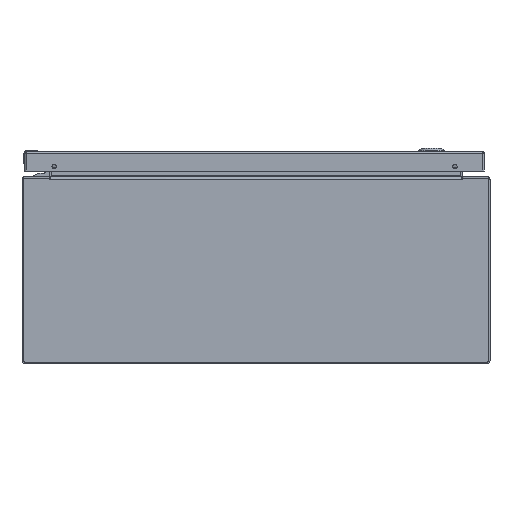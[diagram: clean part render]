
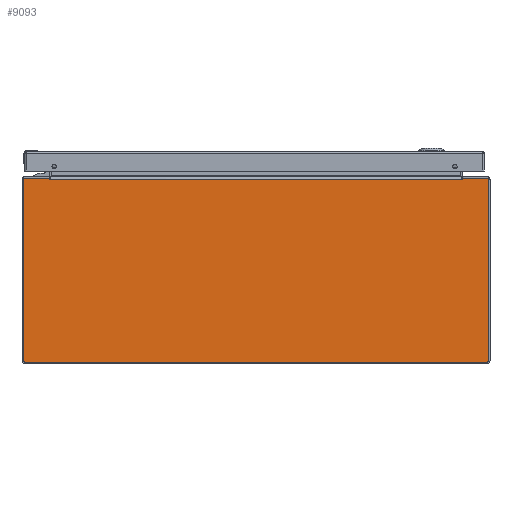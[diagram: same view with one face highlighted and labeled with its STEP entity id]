
A CAD part, front view. The second image highlights one B-rep face of the part: STEP entity #9093.
In plain terms, the highlighted planar face has unit normal (0, -1, 0).
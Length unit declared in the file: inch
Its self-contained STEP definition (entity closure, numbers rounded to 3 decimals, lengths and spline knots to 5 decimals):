
#2195 = CARTESIAN_POINT ( 'NONE',  ( -8.798, -10., 3.883 ) ) ;
#3148 = VERTEX_POINT ( 'NONE', #123428 ) ;
#4271 = CARTESIAN_POINT ( 'NONE',  ( 8.81836, -10., 3.91 ) ) ;
#4282 = EDGE_CURVE ( 'NONE', #3148, #58097, #21533, .T. ) ;
#5115 = CARTESIAN_POINT ( 'NONE',  ( -9.857, -10., 3.937 ) ) ;
#6050 = DIRECTION ( 'NONE',  ( -1., 0., 0. ) ) ;
#7502 = ORIENTED_EDGE ( 'NONE', *, *, #69469, .T. ) ;
#8264 = CARTESIAN_POINT ( 'NONE',  ( 9.857, -10., 3.857 ) ) ;
#8876 = AXIS2_PLACEMENT_3D ( 'NONE', #96528, #16351, #143509 ) ;
#9093 = ADVANCED_FACE ( 'NONE', ( #127423 ), #84205, .T. ) ;
#9778 = EDGE_CURVE ( 'NONE', #91051, #43218, #141960, .T. ) ;
#11223 = VECTOR ( 'NONE', #137193, 39.37008 ) ;
#15828 = EDGE_CURVE ( 'NONE', #142870, #58097, #75720, .T. ) ;
#15862 = CARTESIAN_POINT ( 'NONE',  ( 8.80578, -10., 3.883 ) ) ;
#16351 = DIRECTION ( 'NONE',  ( 0., -1., 0. ) ) ;
#16838 = DIRECTION ( 'NONE',  ( 0., 0., -1. ) ) ;
#19030 = EDGE_CURVE ( 'NONE', #86258, #23815, #129632, .T. ) ;
#21533 = LINE ( 'NONE', #116082, #63893 ) ;
#23815 = VERTEX_POINT ( 'NONE', #69326 ) ;
#23972 = ORIENTED_EDGE ( 'NONE', *, *, #4282, .T. ) ;
#24988 = ORIENTED_EDGE ( 'NONE', *, *, #34269, .T. ) ;
#25164 = CARTESIAN_POINT ( 'NONE',  ( 9.937, -10., 0. ) ) ;
#27092 = EDGE_CURVE ( 'NONE', #43987, #3148, #86954, .T. ) ;
#28929 = CARTESIAN_POINT ( 'NONE',  ( 0., -10., 0. ) ) ;
#31021 = DIRECTION ( 'NONE',  ( 1., 0., 0. ) ) ;
#34269 = EDGE_CURVE ( 'NONE', #107983, #92585, #123545, .T. ) ;
#36528 = LINE ( 'NONE', #25164, #110574 ) ;
#36660 = CARTESIAN_POINT ( 'NONE',  ( -8.82312, -10., 3.937 ) ) ;
#37247 = EDGE_CURVE ( 'NONE', #89199, #39423, #36528, .T. ) ;
#39423 = VERTEX_POINT ( 'NONE', #146308 ) ;
#40457 = DIRECTION ( 'NONE',  ( 0., 0., -1. ) ) ;
#40889 = CARTESIAN_POINT ( 'NONE',  ( -8.80578, -10., 3.883 ) ) ;
#41238 = CARTESIAN_POINT ( 'NONE',  ( -9.937, -10., 3.857 ) ) ;
#41785 = DIRECTION ( 'NONE',  ( 0., -1., 0. ) ) ;
#43218 = VERTEX_POINT ( 'NONE', #5115 ) ;
#43987 = VERTEX_POINT ( 'NONE', #146229 ) ;
#46334 = DIRECTION ( 'NONE',  ( -1., 0., 0. ) ) ;
#47191 = CARTESIAN_POINT ( 'NONE',  ( 9.937, -10., -3.857 ) ) ;
#48099 = CARTESIAN_POINT ( 'NONE',  ( -9.857, -10., -3.857 ) ) ;
#48196 = AXIS2_PLACEMENT_3D ( 'NONE', #48099, #96421, #94208 ) ;
#48785 = VECTOR ( 'NONE', #58042, 39.37008 ) ;
#49762 = ORIENTED_EDGE ( 'NONE', *, *, #123616, .T. ) ;
#50545 = CIRCLE ( 'NONE', #48196, 0.08 ) ;
#51893 = DIRECTION ( 'NONE',  ( -0.174, 0., -0.985 ) ) ;
#52796 = CARTESIAN_POINT ( 'NONE',  ( 8.82312, -10., 3.937 ) ) ;
#53833 = ORIENTED_EDGE ( 'NONE', *, *, #19030, .T. ) ;
#55639 = ORIENTED_EDGE ( 'NONE', *, *, #27092, .T. ) ;
#57018 = CARTESIAN_POINT ( 'NONE',  ( 0., -10., 3.937 ) ) ;
#57166 = DIRECTION ( 'NONE',  ( -1., 0., 0. ) ) ;
#58042 = DIRECTION ( 'NONE',  ( 0.174, 0., -0.985 ) ) ;
#58097 = VERTEX_POINT ( 'NONE', #2195 ) ;
#59970 = EDGE_CURVE ( 'NONE', #69777, #43987, #75345, .T. ) ;
#60057 = DIRECTION ( 'NONE',  ( 1., 0., 0. ) ) ;
#60731 = VECTOR ( 'NONE', #6050, 39.37008 ) ;
#62011 = EDGE_CURVE ( 'NONE', #39423, #80808, #92631, .T. ) ;
#63893 = VECTOR ( 'NONE', #57166, 39.37008 ) ;
#65204 = VECTOR ( 'NONE', #31021, 39.37008 ) ;
#68232 = ORIENTED_EDGE ( 'NONE', *, *, #103123, .F. ) ;
#69106 = DIRECTION ( 'NONE',  ( 0., 0., 1. ) ) ;
#69175 = CARTESIAN_POINT ( 'NONE',  ( -8.8136, -10., 3.883 ) ) ;
#69326 = CARTESIAN_POINT ( 'NONE',  ( 9.857, -10., -3.937 ) ) ;
#69469 = EDGE_CURVE ( 'NONE', #23815, #89199, #95079, .T. ) ;
#69777 = VERTEX_POINT ( 'NONE', #52796 ) ;
#70640 = VECTOR ( 'NONE', #51893, 39.37008 ) ;
#72122 = CARTESIAN_POINT ( 'NONE',  ( 0., -10., -3.937 ) ) ;
#74658 = CARTESIAN_POINT ( 'NONE',  ( 9.857, -10., 3.937 ) ) ;
#75345 = LINE ( 'NONE', #4271, #70640 ) ;
#75720 = LINE ( 'NONE', #40889, #65204 ) ;
#78551 = ORIENTED_EDGE ( 'NONE', *, *, #59970, .T. ) ;
#80808 = VERTEX_POINT ( 'NONE', #74658 ) ;
#81713 = ORIENTED_EDGE ( 'NONE', *, *, #123932, .T. ) ;
#82607 = ORIENTED_EDGE ( 'NONE', *, *, #9778, .T. ) ;
#84205 = PLANE ( 'NONE',  #108450 ) ;
#85761 = VECTOR ( 'NONE', #60057, 39.37008 ) ;
#85943 = VECTOR ( 'NONE', #46334, 39.37008 ) ;
#86258 = VERTEX_POINT ( 'NONE', #108526 ) ;
#86954 = LINE ( 'NONE', #15862, #60731 ) ;
#87670 = DIRECTION ( 'NONE',  ( 0., -1., 0. ) ) ;
#89199 = VERTEX_POINT ( 'NONE', #47191 ) ;
#90374 = ORIENTED_EDGE ( 'NONE', *, *, #37247, .T. ) ;
#91051 = VERTEX_POINT ( 'NONE', #36660 ) ;
#92585 = VERTEX_POINT ( 'NONE', #148821 ) ;
#92631 = CIRCLE ( 'NONE', #111941, 0.08 ) ;
#94208 = DIRECTION ( 'NONE',  ( 0., 0., -1. ) ) ;
#95079 = CIRCLE ( 'NONE', #116911, 0.08 ) ;
#96421 = DIRECTION ( 'NONE',  ( 0., -1., 0. ) ) ;
#96528 = CARTESIAN_POINT ( 'NONE',  ( -9.857, -10., 3.857 ) ) ;
#100570 = ORIENTED_EDGE ( 'NONE', *, *, #117069, .T. ) ;
#103123 = EDGE_CURVE ( 'NONE', #91051, #142870, #149635, .T. ) ;
#107983 = VERTEX_POINT ( 'NONE', #41238 ) ;
#108337 = VECTOR ( 'NONE', #141220, 39.37008 ) ;
#108450 = AXIS2_PLACEMENT_3D ( 'NONE', #28929, #41785, #16838 ) ;
#108526 = CARTESIAN_POINT ( 'NONE',  ( -9.857, -10., -3.937 ) ) ;
#110373 = DIRECTION ( 'NONE',  ( 0., 0., -1. ) ) ;
#110574 = VECTOR ( 'NONE', #69106, 39.37008 ) ;
#111941 = AXIS2_PLACEMENT_3D ( 'NONE', #8264, #87670, #110373 ) ;
#116082 = CARTESIAN_POINT ( 'NONE',  ( 0., -10., 3.883 ) ) ;
#116911 = AXIS2_PLACEMENT_3D ( 'NONE', #135766, #124390, #40457 ) ;
#117069 = EDGE_CURVE ( 'NONE', #92585, #86258, #50545, .T. ) ;
#121090 = ORIENTED_EDGE ( 'NONE', *, *, #62011, .T. ) ;
#123428 = CARTESIAN_POINT ( 'NONE',  ( 8.798, -10., 3.883 ) ) ;
#123545 = LINE ( 'NONE', #134904, #11223 ) ;
#123616 = EDGE_CURVE ( 'NONE', #80808, #69777, #148587, .T. ) ;
#123932 = EDGE_CURVE ( 'NONE', #43218, #107983, #148991, .T. ) ;
#124390 = DIRECTION ( 'NONE',  ( 0., -1., 0. ) ) ;
#124764 = ORIENTED_EDGE ( 'NONE', *, *, #15828, .F. ) ;
#127423 = FACE_OUTER_BOUND ( 'NONE', #143473, .T. ) ;
#129632 = LINE ( 'NONE', #72122, #85761 ) ;
#131336 = CARTESIAN_POINT ( 'NONE',  ( 0., -10., 3.937 ) ) ;
#134904 = CARTESIAN_POINT ( 'NONE',  ( -9.937, -10., 0. ) ) ;
#135766 = CARTESIAN_POINT ( 'NONE',  ( 9.857, -10., -3.857 ) ) ;
#137193 = DIRECTION ( 'NONE',  ( 0., 0., -1. ) ) ;
#141220 = DIRECTION ( 'NONE',  ( -1., 0., 0. ) ) ;
#141960 = LINE ( 'NONE', #131336, #108337 ) ;
#142870 = VERTEX_POINT ( 'NONE', #69175 ) ;
#143473 = EDGE_LOOP ( 'NONE', ( #82607, #81713, #24988, #100570, #53833, #7502, #90374, #121090, #49762, #78551, #55639, #23972, #124764, #68232 ) ) ;
#143509 = DIRECTION ( 'NONE',  ( 0., 0., -1. ) ) ;
#146229 = CARTESIAN_POINT ( 'NONE',  ( 8.8136, -10., 3.883 ) ) ;
#146308 = CARTESIAN_POINT ( 'NONE',  ( 9.937, -10., 3.857 ) ) ;
#148150 = CARTESIAN_POINT ( 'NONE',  ( -8.81836, -10., 3.91 ) ) ;
#148587 = LINE ( 'NONE', #57018, #85943 ) ;
#148821 = CARTESIAN_POINT ( 'NONE',  ( -9.937, -10., -3.857 ) ) ;
#148991 = CIRCLE ( 'NONE', #8876, 0.08 ) ;
#149635 = LINE ( 'NONE', #148150, #48785 ) ;
